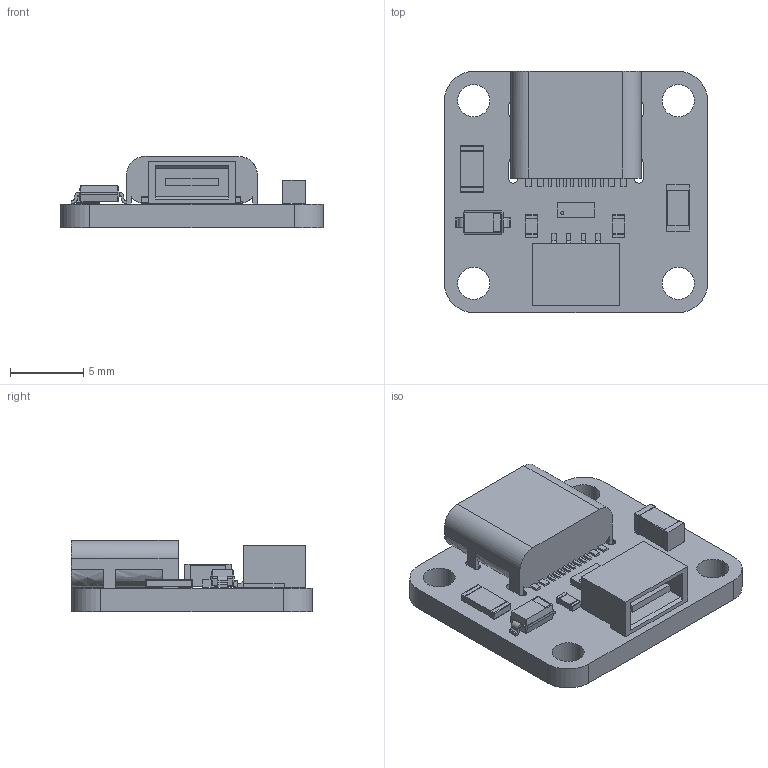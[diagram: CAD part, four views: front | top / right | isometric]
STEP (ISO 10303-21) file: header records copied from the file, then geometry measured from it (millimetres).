
FILE_DESCRIPTION(('KiCad electronic assembly'),'2;1');
FILE_NAME('Unified-Daughterboard.step','2020-03-30T12:41:27',( 'An Author'),('A Company'),'Open CASCADE STEP processor 6.9', 'KiCad to STEP converter','Unknown');
FILE_SCHEMA(('AUTOMOTIVE_DESIGN { 1 0 10303 214 1 1 1 1 }'));
Length unit declared in the file: millimetre
Products named in the file (16): Open CASCADE STEP translator 6.9 1; USON-10_2.5x1.0mm_P0.5mm; SOLID; L_1206_3216Metric; R_0603_1608Metric; R_1206_3216Metric; D_SOD-123; HRO__TYPE-C-31-M-12; JST-SR-4; COMPOUND
Assembly tree (16 placements, depth 3):
  Open CASCADE STEP translator 6.9 1
    USON-10_2.5x1.0mm_P0.5mm
      SOLID
    L_1206_3216Metric
      SOLID
    R_0603_1608Metric  x2
      SOLID
    R_1206_3216Metric
      SOLID
    D_SOD-123
      SOLID
    HRO__TYPE-C-31-M-12
      SOLID
    JST-SR-4
      SOLID
    COMPOUND
Bounding box: 18 x 16.5 x 4.86 mm (x, y, z)
Volume: 604.1 mm3; surface area: 1423.5 mm2
Topology: 9 solids, 9 shells, 453 faces, 1207 edges, 782 vertices
Faces by surface type: bspline 421, cylinder 18, plane 14
Full cylindrical faces by diameter (mm): 0.65 x2, 2.2 x4
Entity records: 27344 total; most frequent: CARTESIAN_POINT 10177, B_SPLINE_CURVE_WITH_KNOTS 2833, ORIENTED_EDGE 2278, PCURVE 2278, DEFINITIONAL_REPRESENTATION 2278, EDGE_CURVE 1139, SURFACE_CURVE 1128, VERTEX_POINT 738
